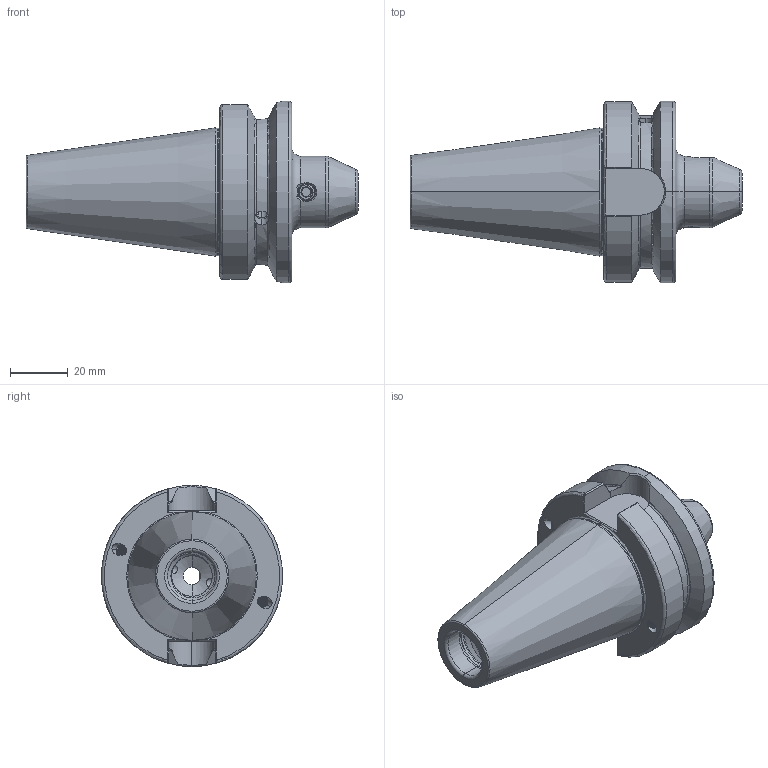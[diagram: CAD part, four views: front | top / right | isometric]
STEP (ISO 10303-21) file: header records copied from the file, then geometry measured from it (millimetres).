
FILE_DESCRIPTION (( 'STEP AP203' ), '1' );
FILE_NAME ('406.04.06.STEP', '2016-08-05T08:41:14', ( '' ), ( '' ), 'SwSTEP 2.0', 'SolidWorks 2012', '' );
FILE_SCHEMA (( 'CONFIG_CONTROL_DESIGN' ));
Length unit declared in the file: millimetre
Products named in the file (3): 側固6_M6x1_10L; 406.04.06
Assembly tree (2 placements, depth 2):
  406.04.06
    406.04.06
    側固6_M6x1_10L
Bounding box: 115.4 x 63 x 63 mm (x, y, z)
Volume: 127597.4 mm3; surface area: 26417.7 mm2
Topology: 3 solids, 3 shells, 268 faces, 723 edges, 461 vertices
Faces by surface type: cylinder 126, plane 45, torus 32, bspline 32, cone 31, sphere 2
Entity records: 23286 total; most frequent: CARTESIAN_POINT 17199, ORIENTED_EDGE 1442, DIRECTION 977, EDGE_CURVE 721, VERTEX_POINT 461, AXIS2_PLACEMENT_3D 387, EDGE_LOOP 282, FACE_OUTER_BOUND 268
